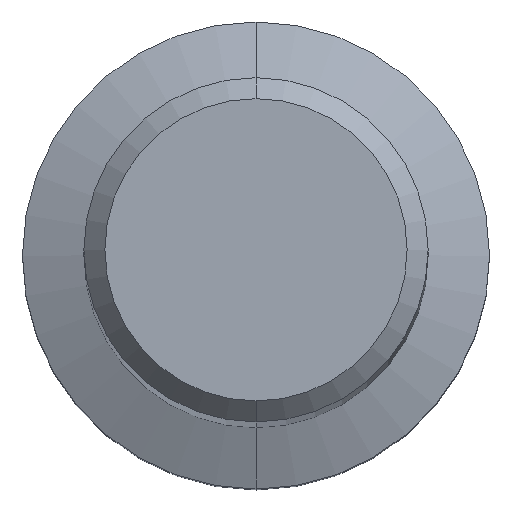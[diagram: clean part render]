
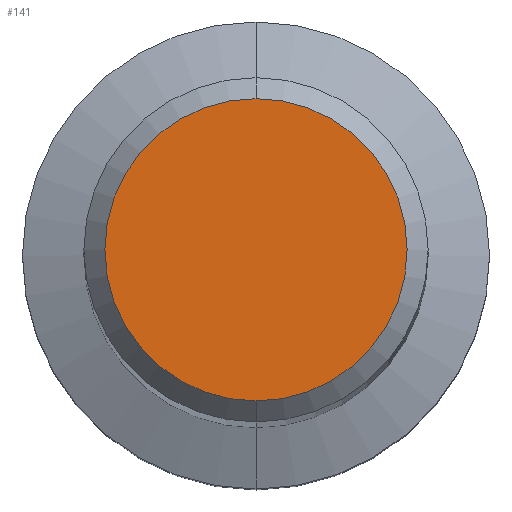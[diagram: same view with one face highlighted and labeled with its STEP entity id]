
A CAD part, top view. The second image highlights one B-rep face of the part: STEP entity #141.
In plain terms, the highlighted planar face has unit normal (0, 0, 1).
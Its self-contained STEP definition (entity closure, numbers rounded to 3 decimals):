
#141=ADVANCED_FACE('',(#343),#344,.T.);
#167=EDGE_CURVE('',#211,#203,#371,.T.);
#203=VERTEX_POINT('',#411);
#211=VERTEX_POINT('',#419);
#301=EDGE_CURVE('',#203,#211,#524,.T.);
#343=FACE_OUTER_BOUND('',#561,.T.);
#344=PLANE('',#562);
#371=CIRCLE('',#601,3.6);
#411=CARTESIAN_POINT('',(0.0,3.6,0.0));
#419=CARTESIAN_POINT('',(0.,-3.6,0.0));
#524=CIRCLE('',#797,3.6);
#561=EDGE_LOOP('',(#824,#825));
#562=AXIS2_PLACEMENT_3D('',#826,#827,#828);
#601=AXIS2_PLACEMENT_3D('',#855,#856,#857);
#797=AXIS2_PLACEMENT_3D('',#1060,#1061,#1062);
#824=ORIENTED_EDGE('',*,*,#301,.F.);
#825=ORIENTED_EDGE('',*,*,#167,.F.);
#826=CARTESIAN_POINT('',(0.0,1.8,0.0));
#827=DIRECTION('',(-0.0,0.0,1.0));
#828=DIRECTION('',(0.0,-1.0,0.0));
#855=CARTESIAN_POINT('',(0.0,0.0,0.0));
#856=DIRECTION('',(0.0,0.0,-1.0));
#857=DIRECTION('',(0.0,1.0,0.0));
#1060=CARTESIAN_POINT('',(0.0,0.0,0.0));
#1061=DIRECTION('',(0.0,0.0,-1.0));
#1062=DIRECTION('',(0.0,1.0,0.0));
